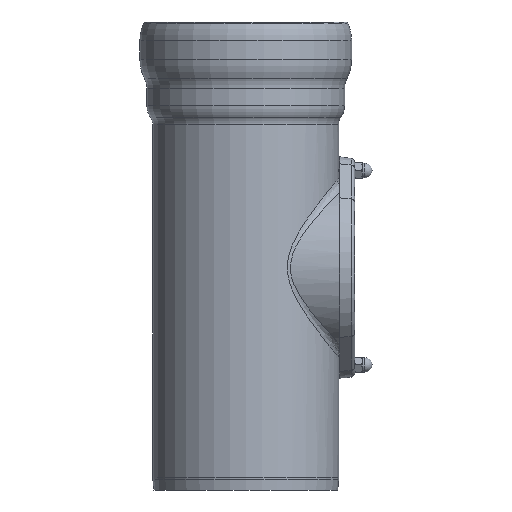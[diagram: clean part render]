
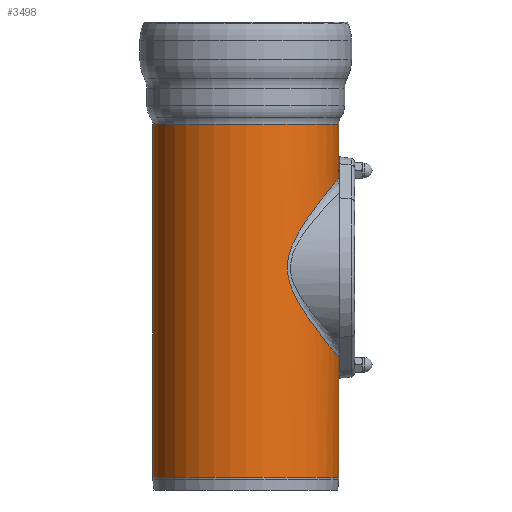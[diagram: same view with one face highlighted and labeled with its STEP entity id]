
A CAD part, left-side view. The second image highlights one B-rep face of the part: STEP entity #3498.
In plain terms, the highlighted cylindrical face has radius 795 mm (diameter 1590 mm), a full revolution.
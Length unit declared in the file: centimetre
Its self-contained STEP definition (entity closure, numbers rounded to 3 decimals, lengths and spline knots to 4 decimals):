
#249=LINE('',#6713,#437);
#250=LINE('',#6715,#438);
#437=VECTOR('',#4289,79.5);
#438=VECTOR('',#4290,79.5);
#628=CYLINDRICAL_SURFACE('',#3749,79.5);
#675=FACE_OUTER_BOUND('',#910,.T.);
#910=EDGE_LOOP('',(#2426,#2427,#2428,#2429,#2430,#2431,#2432,#2433,#2434,
#2435,#2436));
#1159=B_SPLINE_CURVE_WITH_KNOTS('',3,(#6562,#6563,#6564,#6565,#6566,#6567,
#6568,#6569,#6570,#6571,#6572,#6573,#6574,#6575,#6576,#6577,#6578,#6579,
#6580),.UNSPECIFIED.,.F.,.F.,(4,1,1,1,1,1,1,1,1,1,1,1,1,1,1,1,4),(0.,4.2025,
8.405,16.8101,25.2151,33.6201,42.0251,
50.4302,58.8352,67.2402,74.7113,82.1825,
89.6536,100.8603,106.4637,112.067,117.6681),
 .UNSPECIFIED.);
#1160=B_SPLINE_CURVE_WITH_KNOTS('',3,(#6582,#6583,#6584,#6585,#6586,#6587,
#6588,#6589,#6590,#6591,#6592,#6593,#6594,#6595,#6596,#6597,#6598,#6599,
#6600,#6601,#6602,#6603,#6604,#6605,#6606,#6607,#6608,#6609,#6610,#6611,
#6612,#6613),.UNSPECIFIED.,.F.,.F.,(4,1,1,1,1,1,1,1,1,1,1,1,1,1,1,1,1,1,
1,1,1,1,1,1,1,1,1,1,1,4),(117.6681,123.2737,134.4804,
145.6871,156.8938,164.3649,179.3072,190.5139,
201.7206,207.324,212.9273,218.5307,224.134,
231.6051,235.3407,239.0763,242.8119,246.5474,
252.1508,257.7541,263.3575,268.9608,280.1675,
291.3742,298.8454,313.7876,324.9943,336.201,
344.606,353.0062),.UNSPECIFIED.);
#1161=B_SPLINE_CURVE_WITH_KNOTS('',3,(#6614,#6615,#6616,#6617,#6618,#6619,
#6620,#6621,#6622,#6623,#6624,#6625,#6626,#6627,#6628,#6629,#6630,#6631,
#6632),.UNSPECIFIED.,.F.,.F.,(4,1,1,1,1,1,1,1,1,1,1,1,1,1,1,1,4),(353.0062,
353.0111,361.4161,369.8211,378.2262,386.6312,
395.0362,403.4412,411.8463,420.2513,428.6563,
437.0613,445.4664,453.8714,462.2764,466.4789,
470.6814),.UNSPECIFIED.);
#1241=CIRCLE('',#3750,79.5);
#1242=CIRCLE('',#3751,79.5);
#1243=CIRCLE('',#3752,79.5);
#1244=CIRCLE('',#3753,79.5);
#1516=VERTEX_POINT('',#6559);
#1517=VERTEX_POINT('',#6561);
#1518=VERTEX_POINT('',#6581);
#1521=VERTEX_POINT('',#6710);
#1522=VERTEX_POINT('',#6711);
#1523=VERTEX_POINT('',#6714);
#1524=VERTEX_POINT('',#6716);
#1855=EDGE_CURVE('',#1516,#1517,#1159,.T.);
#1856=EDGE_CURVE('',#1517,#1518,#1160,.T.);
#1857=EDGE_CURVE('',#1518,#1516,#1161,.T.);
#1863=EDGE_CURVE('',#1521,#1522,#1241,.T.);
#1864=EDGE_CURVE('',#1522,#1517,#249,.T.);
#1865=EDGE_CURVE('',#1518,#1523,#250,.T.);
#1866=EDGE_CURVE('',#1523,#1524,#1242,.T.);
#1867=EDGE_CURVE('',#1524,#1523,#1243,.T.);
#1868=EDGE_CURVE('',#1522,#1521,#1244,.T.);
#2426=ORIENTED_EDGE('',*,*,#1863,.T.);
#2427=ORIENTED_EDGE('',*,*,#1864,.T.);
#2428=ORIENTED_EDGE('',*,*,#1855,.F.);
#2429=ORIENTED_EDGE('',*,*,#1857,.F.);
#2430=ORIENTED_EDGE('',*,*,#1865,.T.);
#2431=ORIENTED_EDGE('',*,*,#1866,.T.);
#2432=ORIENTED_EDGE('',*,*,#1867,.T.);
#2433=ORIENTED_EDGE('',*,*,#1865,.F.);
#2434=ORIENTED_EDGE('',*,*,#1856,.F.);
#2435=ORIENTED_EDGE('',*,*,#1864,.F.);
#2436=ORIENTED_EDGE('',*,*,#1868,.T.);
#3498=ADVANCED_FACE('',(#675),#628,.T.);
#3749=AXIS2_PLACEMENT_3D('',#6709,#4285,#4286);
#3750=AXIS2_PLACEMENT_3D('',#6712,#4287,#4288);
#3751=AXIS2_PLACEMENT_3D('',#6717,#4291,#4292);
#3752=AXIS2_PLACEMENT_3D('',#6718,#4293,#4294);
#3753=AXIS2_PLACEMENT_3D('',#6719,#4295,#4296);
#4285=DIRECTION('center_axis',(0.,0.,
1.));
#4286=DIRECTION('ref_axis',(0.,1.,0.));
#4287=DIRECTION('center_axis',(0.,0.,
-1.));
#4288=DIRECTION('ref_axis',(0.,-1.,0.));
#4289=DIRECTION('',(0.,0.,-1.));
#4290=DIRECTION('',(0.,0.,-1.));
#4291=DIRECTION('center_axis',(0.,0.,
1.));
#4292=DIRECTION('ref_axis',(0.,-1.,0.));
#4293=DIRECTION('center_axis',(0.,0.,
1.));
#4294=DIRECTION('ref_axis',(0.,-1.,0.));
#4295=DIRECTION('center_axis',(0.,0.,
-1.));
#4296=DIRECTION('ref_axis',(0.,-1.,0.));
#6559=CARTESIAN_POINT('',(71.1316,-35.5042,190.));
#6561=CARTESIAN_POINT('',(-0.0001,-79.4996,266.4996));
#6562=CARTESIAN_POINT('Ctrl Pts',(71.1316,-35.5042,190.));
#6563=CARTESIAN_POINT('Ctrl Pts',(71.1316,-35.5042,191.5589));
#6564=CARTESIAN_POINT('Ctrl Pts',(71.0426,-35.6833,194.6751));
#6565=CARTESIAN_POINT('Ctrl Pts',(70.5189,-36.7176,200.8028));
#6566=CARTESIAN_POINT('Ctrl Pts',(69.2695,-39.0771,208.0896));
#6567=CARTESIAN_POINT('Ctrl Pts',(66.9932,-42.8969,216.1484));
#6568=CARTESIAN_POINT('Ctrl Pts',(64.0353,-47.2225,223.6295));
#6569=CARTESIAN_POINT('Ctrl Pts',(60.4323,-51.7719,230.6099));
#6570=CARTESIAN_POINT('Ctrl Pts',(56.194,-56.3588,237.1276));
#6571=CARTESIAN_POINT('Ctrl Pts',(51.3117,-60.8512,243.1852));
#6572=CARTESIAN_POINT('Ctrl Pts',(45.9755,-64.9759,248.5459));
#6573=CARTESIAN_POINT('Ctrl Pts',(40.2639,-68.6576,253.2126));
#6574=CARTESIAN_POINT('Ctrl Pts',(34.259,-71.851,257.1888));
#6575=CARTESIAN_POINT('Ctrl Pts',(26.668,-75.0755,261.1501));
#6576=CARTESIAN_POINT('Ctrl Pts',(18.9896,-77.3607,263.9217));
#6577=CARTESIAN_POINT('Ctrl Pts',(11.5247,-78.7293,265.573));
#6578=CARTESIAN_POINT('Ctrl Pts',(5.7975,-79.3594,266.331));
#6579=CARTESIAN_POINT('Ctrl Pts',(1.9322,-79.4996,266.4995));
#6580=CARTESIAN_POINT('Ctrl Pts',(-0.0001,-79.4996,
266.4995));
#6581=CARTESIAN_POINT('',(0.,-79.5001,113.4999));
#6582=CARTESIAN_POINT('Ctrl Pts',(-0.0001,-79.4996,
266.4995));
#6583=CARTESIAN_POINT('Ctrl Pts',(-1.934,-79.4996,266.4995));
#6584=CARTESIAN_POINT('Ctrl Pts',(-7.7342,-79.2893,266.2466));
#6585=CARTESIAN_POINT('Ctrl Pts',(-17.2231,-77.8869,264.5601));
#6586=CARTESIAN_POINT('Ctrl Pts',(-27.853,-74.7226,260.7215));
#6587=CARTESIAN_POINT('Ctrl Pts',(-36.3734,-70.8622,255.9717));
#6588=CARTESIAN_POINT('Ctrl Pts',(-44.9891,-65.8009,249.6152));
#6589=CARTESIAN_POINT('Ctrl Pts',(-52.4254,-60.0668,242.2064));
#6590=CARTESIAN_POINT('Ctrl Pts',(-59.1745,-53.3036,232.8884));
#6591=CARTESIAN_POINT('Ctrl Pts',(-63.2944,-48.2133,225.2261));
#6592=CARTESIAN_POINT('Ctrl Pts',(-66.0195,-44.3341,218.6505));
#6593=CARTESIAN_POINT('Ctrl Pts',(-67.7663,-41.6063,213.4737));
#6594=CARTESIAN_POINT('Ctrl Pts',(-69.1984,-39.1669,208.0219));
#6595=CARTESIAN_POINT('Ctrl Pts',(-70.404,-36.9488,201.6368));
#6596=CARTESIAN_POINT('Ctrl Pts',(-71.0264,-35.7148,195.5459));
#6597=CARTESIAN_POINT('Ctrl Pts',(-71.1667,-35.4339,189.998));
#6598=CARTESIAN_POINT('Ctrl Pts',(-71.0612,-35.6455,185.8408));
#6599=CARTESIAN_POINT('Ctrl Pts',(-70.7499,-36.2626,181.7433));
#6600=CARTESIAN_POINT('Ctrl Pts',(-70.1624,-37.3938,177.0856));
#6601=CARTESIAN_POINT('Ctrl Pts',(-69.1977,-39.1679,171.9736));
#6602=CARTESIAN_POINT('Ctrl Pts',(-67.7652,-41.6081,166.5233));
#6603=CARTESIAN_POINT('Ctrl Pts',(-66.0183,-44.3361,161.346));
#6604=CARTESIAN_POINT('Ctrl Pts',(-63.294,-48.2133,154.7736));
#6605=CARTESIAN_POINT('Ctrl Pts',(-59.1741,-53.305,147.1107));
#6606=CARTESIAN_POINT('Ctrl Pts',(-53.7682,-58.7201,139.6477));
#6607=CARTESIAN_POINT('Ctrl Pts',(-46.7251,-64.5518,131.9685));
#6608=CARTESIAN_POINT('Ctrl Pts',(-38.4998,-69.8995,125.2149));
#6609=CARTESIAN_POINT('Ctrl Pts',(-27.8455,-74.7255,119.274));
#6610=CARTESIAN_POINT('Ctrl Pts',(-18.1027,-77.6242,115.7589));
#6611=CARTESIAN_POINT('Ctrl Pts',(-8.6943,-79.1812,113.8828));
#6612=CARTESIAN_POINT('Ctrl Pts',(-2.8974,-79.5001,113.4999));
#6613=CARTESIAN_POINT('Ctrl Pts',(0.,-79.5001,
113.4999));
#6614=CARTESIAN_POINT('Ctrl Pts',(0.,-79.5001,
113.4999));
#6615=CARTESIAN_POINT('Ctrl Pts',(0.0016,-79.5001,
113.4999));
#6616=CARTESIAN_POINT('Ctrl Pts',(2.9024,-79.5,113.5));
#6617=CARTESIAN_POINT('Ctrl Pts',(8.7018,-79.1805,113.8837));
#6618=CARTESIAN_POINT('Ctrl Pts',(17.1693,-77.7781,115.5733));
#6619=CARTESIAN_POINT('Ctrl Pts',(25.2146,-75.5441,118.2814));
#6620=CARTESIAN_POINT('Ctrl Pts',(32.7057,-72.6036,121.8808));
#6621=CARTESIAN_POINT('Ctrl Pts',(39.5706,-69.0893,126.2431));
#6622=CARTESIAN_POINT('Ctrl Pts',(45.7754,-65.1309,131.2526));
#6623=CARTESIAN_POINT('Ctrl Pts',(51.314,-60.8491,136.8176));
#6624=CARTESIAN_POINT('Ctrl Pts',(56.1975,-56.3555,142.8767));
#6625=CARTESIAN_POINT('Ctrl Pts',(60.4384,-51.7648,149.4004));
#6626=CARTESIAN_POINT('Ctrl Pts',(64.0372,-47.2197,156.3756));
#6627=CARTESIAN_POINT('Ctrl Pts',(66.9924,-42.8982,163.8492));
#6628=CARTESIAN_POINT('Ctrl Pts',(69.27,-39.0764,171.9117));
#6629=CARTESIAN_POINT('Ctrl Pts',(70.5189,-36.7175,179.1982));
#6630=CARTESIAN_POINT('Ctrl Pts',(71.0426,-35.6833,185.3244));
#6631=CARTESIAN_POINT('Ctrl Pts',(71.1316,-35.5042,188.4411));
#6632=CARTESIAN_POINT('Ctrl Pts',(71.1316,-35.5042,190.));
#6709=CARTESIAN_POINT('Origin',(0.,0.,15.382));
#6710=CARTESIAN_POINT('',(-79.5,0.,312.4723));
#6711=CARTESIAN_POINT('',(0.,-79.5,312.4723));
#6712=CARTESIAN_POINT('Origin',(0.,0.,
312.4723));
#6713=CARTESIAN_POINT('',(0.,-79.5,15.382));
#6714=CARTESIAN_POINT('',(0.,-79.5,10.7641));
#6715=CARTESIAN_POINT('',(0.,-79.5,15.382));
#6716=CARTESIAN_POINT('',(79.5,0.,10.7641));
#6717=CARTESIAN_POINT('Origin',(0.,0.,10.7641));
#6718=CARTESIAN_POINT('Origin',(0.,0.,10.7641));
#6719=CARTESIAN_POINT('Origin',(0.,0.,
312.4723));
